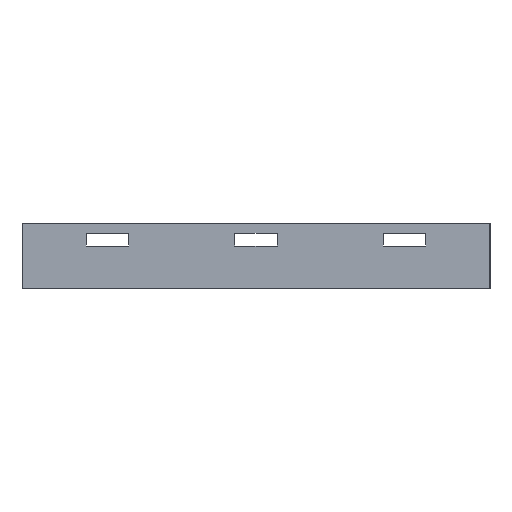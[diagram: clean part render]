
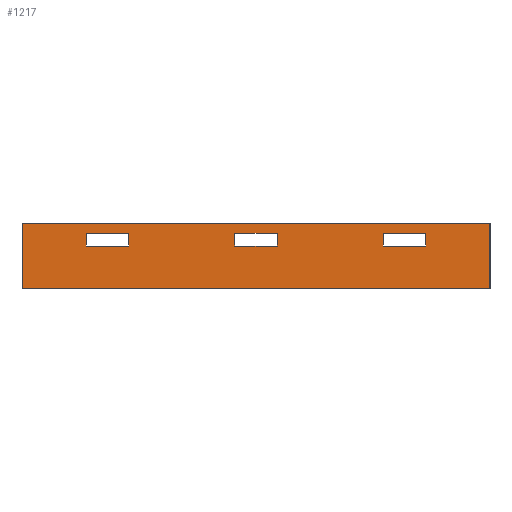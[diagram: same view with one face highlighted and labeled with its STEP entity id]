
A CAD part, left-side view. The second image highlights one B-rep face of the part: STEP entity #1217.
In plain terms, the highlighted planar face has unit normal (-1, 0, 0).
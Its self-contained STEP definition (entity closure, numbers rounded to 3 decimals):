
#30 = VERTEX_POINT ( 'NONE', #1672 ) ;
#49 = ORIENTED_EDGE ( 'NONE', *, *, #883, .F. ) ;
#50 = DIRECTION ( 'NONE',  ( -1., 0., 0. ) ) ;
#97 = CARTESIAN_POINT ( 'NONE',  ( -39.05, 39.9, 13.05 ) ) ;
#135 = EDGE_LOOP ( 'NONE', ( #49, #2082, #454, #1416 ) ) ;
#164 = VERTEX_POINT ( 'NONE', #365 ) ;
#195 = DIRECTION ( 'NONE',  ( 0., 0., 1. ) ) ;
#209 = DIRECTION ( 'NONE',  ( 0., 0., -1. ) ) ;
#212 = VECTOR ( 'NONE', #342, 1000. ) ;
#227 = FACE_BOUND ( 'NONE', #299, .T. ) ;
#239 = LINE ( 'NONE', #1293, #1112 ) ;
#264 = CARTESIAN_POINT ( 'NONE',  ( -39.05, -55., 0. ) ) ;
#267 = EDGE_CURVE ( 'NONE', #515, #1422, #2228, .T. ) ;
#299 = EDGE_LOOP ( 'NONE', ( #1783, #1960, #1966, #1021 ) ) ;
#324 = CARTESIAN_POINT ( 'NONE',  ( -39.05, 39.9, 10.05 ) ) ;
#334 = VECTOR ( 'NONE', #858, 1000. ) ;
#342 = DIRECTION ( 'NONE',  ( 0., -1., 0. ) ) ;
#351 = VERTEX_POINT ( 'NONE', #1029 ) ;
#359 = CARTESIAN_POINT ( 'NONE',  ( -39.05, -29.9, 13.05 ) ) ;
#365 = CARTESIAN_POINT ( 'NONE',  ( -39.05, 5., 13.05 ) ) ;
#375 = VERTEX_POINT ( 'NONE', #264 ) ;
#383 = LINE ( 'NONE', #1072, #523 ) ;
#410 = VECTOR ( 'NONE', #209, 1000. ) ;
#414 = LINE ( 'NONE', #625, #1925 ) ;
#417 = LINE ( 'NONE', #426, #2146 ) ;
#426 = CARTESIAN_POINT ( 'NONE',  ( -39.05, -55., 15.4 ) ) ;
#439 = EDGE_CURVE ( 'NONE', #164, #880, #1462, .T. ) ;
#442 = VECTOR ( 'NONE', #499, 1000. ) ;
#446 = CARTESIAN_POINT ( 'NONE',  ( -39.05, 39.9, 10.05 ) ) ;
#454 = ORIENTED_EDGE ( 'NONE', *, *, #267, .F. ) ;
#463 = DIRECTION ( 'NONE',  ( 0., -1., 0. ) ) ;
#476 = LINE ( 'NONE', #1373, #821 ) ;
#482 = EDGE_CURVE ( 'NONE', #2240, #1643, #2238, .T. ) ;
#497 = CARTESIAN_POINT ( 'NONE',  ( -39.05, 39.9, 10.05 ) ) ;
#499 = DIRECTION ( 'NONE',  ( 0., -1., 0. ) ) ;
#515 = VERTEX_POINT ( 'NONE', #1918 ) ;
#523 = VECTOR ( 'NONE', #1613, 1000. ) ;
#534 = CARTESIAN_POINT ( 'NONE',  ( -39.05, 55., 15.4 ) ) ;
#557 = LINE ( 'NONE', #534, #410 ) ;
#565 = VECTOR ( 'NONE', #463, 1000. ) ;
#574 = EDGE_CURVE ( 'NONE', #2100, #2240, #1678, .T. ) ;
#586 = LINE ( 'NONE', #1103, #565 ) ;
#612 = VERTEX_POINT ( 'NONE', #2126 ) ;
#620 = ORIENTED_EDGE ( 'NONE', *, *, #482, .F. ) ;
#625 = CARTESIAN_POINT ( 'NONE',  ( -39.05, 39.9, 13.05 ) ) ;
#659 = CARTESIAN_POINT ( 'NONE',  ( -39.05, -29.9, 13.05 ) ) ;
#673 = VERTEX_POINT ( 'NONE', #359 ) ;
#689 = LINE ( 'NONE', #1779, #2105 ) ;
#698 = EDGE_LOOP ( 'NONE', ( #807, #620, #1018, #991 ) ) ;
#701 = VECTOR ( 'NONE', #1729, 1000. ) ;
#714 = CARTESIAN_POINT ( 'NONE',  ( -39.05, -39.9, 10.05 ) ) ;
#760 = EDGE_CURVE ( 'NONE', #30, #375, #417, .T. ) ;
#772 = LINE ( 'NONE', #1473, #1244 ) ;
#781 = DIRECTION ( 'NONE',  ( 0., 0., -1. ) ) ;
#787 = EDGE_CURVE ( 'NONE', #612, #164, #239, .T. ) ;
#807 = ORIENTED_EDGE ( 'NONE', *, *, #1157, .F. ) ;
#821 = VECTOR ( 'NONE', #842, 1000. ) ;
#832 = CARTESIAN_POINT ( 'NONE',  ( -39.05, 55., 15.4 ) ) ;
#842 = DIRECTION ( 'NONE',  ( 0., 0., 1. ) ) ;
#858 = DIRECTION ( 'NONE',  ( 0., 1., 0. ) ) ;
#880 = VERTEX_POINT ( 'NONE', #2025 ) ;
#883 = EDGE_CURVE ( 'NONE', #1575, #673, #1893, .T. ) ;
#911 = EDGE_CURVE ( 'NONE', #912, #2100, #2209, .T. ) ;
#912 = VERTEX_POINT ( 'NONE', #97 ) ;
#931 = ORIENTED_EDGE ( 'NONE', *, *, #760, .F. ) ;
#958 = VECTOR ( 'NONE', #1953, 1000. ) ;
#962 = AXIS2_PLACEMENT_3D ( 'NONE', #1288, #50, #1873 ) ;
#971 = FACE_OUTER_BOUND ( 'NONE', #1191, .T. ) ;
#991 = ORIENTED_EDGE ( 'NONE', *, *, #911, .F. ) ;
#1018 = ORIENTED_EDGE ( 'NONE', *, *, #574, .F. ) ;
#1021 = ORIENTED_EDGE ( 'NONE', *, *, #439, .F. ) ;
#1029 = CARTESIAN_POINT ( 'NONE',  ( -39.05, -5., 10.05 ) ) ;
#1031 = CARTESIAN_POINT ( 'NONE',  ( -39.05, 29.9, 10.05 ) ) ;
#1033 = DIRECTION ( 'NONE',  ( 0., -1., 0. ) ) ;
#1062 = EDGE_CURVE ( 'NONE', #1400, #30, #383, .T. ) ;
#1072 = CARTESIAN_POINT ( 'NONE',  ( -39.05, 76.916, 15.4 ) ) ;
#1103 = CARTESIAN_POINT ( 'NONE',  ( -39.05, 5., 10.05 ) ) ;
#1111 = CARTESIAN_POINT ( 'NONE',  ( -39.05, 5., 10.05 ) ) ;
#1112 = VECTOR ( 'NONE', #1121, 1000. ) ;
#1121 = DIRECTION ( 'NONE',  ( 0., 1., 0. ) ) ;
#1134 = CARTESIAN_POINT ( 'NONE',  ( -39.05, -39.9, 13.05 ) ) ;
#1138 = DIRECTION ( 'NONE',  ( 0., 0., -1. ) ) ;
#1145 = VECTOR ( 'NONE', #2257, 1000. ) ;
#1157 = EDGE_CURVE ( 'NONE', #1643, #912, #414, .T. ) ;
#1168 = FACE_BOUND ( 'NONE', #698, .T. ) ;
#1191 = EDGE_LOOP ( 'NONE', ( #1523, #1849, #1648, #931 ) ) ;
#1197 = CARTESIAN_POINT ( 'NONE',  ( -39.05, 76.916, 0. ) ) ;
#1206 = EDGE_CURVE ( 'NONE', #880, #351, #586, .T. ) ;
#1217 = ADVANCED_FACE ( 'NONE', ( #1334, #1168, #227, #971 ), #1669, .T. ) ;
#1240 = CARTESIAN_POINT ( 'NONE',  ( -39.05, 55., 0. ) ) ;
#1244 = VECTOR ( 'NONE', #781, 1000. ) ;
#1267 = DIRECTION ( 'NONE',  ( 0., 1., 0. ) ) ;
#1286 = EDGE_CURVE ( 'NONE', #1422, #1575, #476, .T. ) ;
#1288 = CARTESIAN_POINT ( 'NONE',  ( -39.05, 76.916, 15.4 ) ) ;
#1293 = CARTESIAN_POINT ( 'NONE',  ( -39.05, 5., 13.05 ) ) ;
#1334 = FACE_BOUND ( 'NONE', #135, .T. ) ;
#1361 = EDGE_CURVE ( 'NONE', #1437, #375, #2091, .T. ) ;
#1373 = CARTESIAN_POINT ( 'NONE',  ( -39.05, -39.9, 10.05 ) ) ;
#1400 = VERTEX_POINT ( 'NONE', #832 ) ;
#1416 = ORIENTED_EDGE ( 'NONE', *, *, #1660, .F. ) ;
#1422 = VERTEX_POINT ( 'NONE', #714 ) ;
#1437 = VERTEX_POINT ( 'NONE', #1240 ) ;
#1443 = VECTOR ( 'NONE', #1033, 1000. ) ;
#1462 = LINE ( 'NONE', #1111, #958 ) ;
#1473 = CARTESIAN_POINT ( 'NONE',  ( -39.05, -29.9, 10.05 ) ) ;
#1523 = ORIENTED_EDGE ( 'NONE', *, *, #1062, .F. ) ;
#1575 = VERTEX_POINT ( 'NONE', #1134 ) ;
#1577 = CARTESIAN_POINT ( 'NONE',  ( -39.05, 29.9, 10.05 ) ) ;
#1613 = DIRECTION ( 'NONE',  ( 0., -1., 0. ) ) ;
#1643 = VERTEX_POINT ( 'NONE', #2002 ) ;
#1648 = ORIENTED_EDGE ( 'NONE', *, *, #1361, .T. ) ;
#1660 = EDGE_CURVE ( 'NONE', #673, #515, #772, .T. ) ;
#1669 = PLANE ( 'NONE',  #962 ) ;
#1672 = CARTESIAN_POINT ( 'NONE',  ( -39.05, -55., 15.4 ) ) ;
#1678 = LINE ( 'NONE', #324, #442 ) ;
#1729 = DIRECTION ( 'NONE',  ( 0., 0., 1. ) ) ;
#1779 = CARTESIAN_POINT ( 'NONE',  ( -39.05, -5., 10.05 ) ) ;
#1783 = ORIENTED_EDGE ( 'NONE', *, *, #787, .F. ) ;
#1838 = EDGE_CURVE ( 'NONE', #1400, #1437, #557, .T. ) ;
#1849 = ORIENTED_EDGE ( 'NONE', *, *, #1838, .T. ) ;
#1873 = DIRECTION ( 'NONE',  ( 0., -1., 0. ) ) ;
#1893 = LINE ( 'NONE', #659, #334 ) ;
#1910 = CARTESIAN_POINT ( 'NONE',  ( -39.05, -29.9, 10.05 ) ) ;
#1918 = CARTESIAN_POINT ( 'NONE',  ( -39.05, -29.9, 10.05 ) ) ;
#1925 = VECTOR ( 'NONE', #1267, 1000. ) ;
#1953 = DIRECTION ( 'NONE',  ( 0., 0., -1. ) ) ;
#1960 = ORIENTED_EDGE ( 'NONE', *, *, #2271, .F. ) ;
#1966 = ORIENTED_EDGE ( 'NONE', *, *, #1206, .F. ) ;
#2002 = CARTESIAN_POINT ( 'NONE',  ( -39.05, 29.9, 13.05 ) ) ;
#2025 = CARTESIAN_POINT ( 'NONE',  ( -39.05, 5., 10.05 ) ) ;
#2082 = ORIENTED_EDGE ( 'NONE', *, *, #1286, .F. ) ;
#2091 = LINE ( 'NONE', #1197, #212 ) ;
#2100 = VERTEX_POINT ( 'NONE', #497 ) ;
#2105 = VECTOR ( 'NONE', #195, 1000. ) ;
#2126 = CARTESIAN_POINT ( 'NONE',  ( -39.05, -5., 13.05 ) ) ;
#2146 = VECTOR ( 'NONE', #1138, 1000. ) ;
#2209 = LINE ( 'NONE', #446, #1145 ) ;
#2228 = LINE ( 'NONE', #1910, #1443 ) ;
#2238 = LINE ( 'NONE', #1031, #701 ) ;
#2240 = VERTEX_POINT ( 'NONE', #1577 ) ;
#2257 = DIRECTION ( 'NONE',  ( 0., 0., -1. ) ) ;
#2271 = EDGE_CURVE ( 'NONE', #351, #612, #689, .T. ) ;
